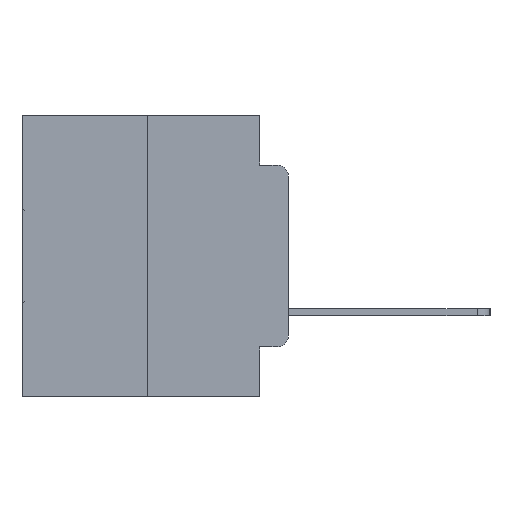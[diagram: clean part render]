
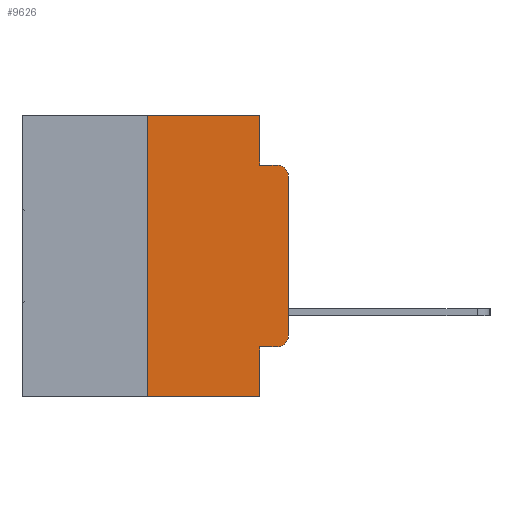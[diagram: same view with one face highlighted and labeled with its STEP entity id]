
A CAD part, left-side view. The second image highlights one B-rep face of the part: STEP entity #9626.
In plain terms, the highlighted planar face has unit normal (-1, 0, 0).
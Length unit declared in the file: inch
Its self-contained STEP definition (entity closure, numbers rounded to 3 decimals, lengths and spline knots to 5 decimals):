
#69 = VERTEX_POINT ( 'NONE', #22100 ) ;
#115 = PLANE ( 'NONE',  #16102 ) ;
#913 = CARTESIAN_POINT ( 'NONE',  ( 0., 0.051, -0.0885 ) ) ;
#1612 = ORIENTED_EDGE ( 'NONE', *, *, #9192, .F. ) ;
#2343 = VERTEX_POINT ( 'NONE', #28573 ) ;
#2349 = CARTESIAN_POINT ( 'NONE',  ( 0., 0.02, -0.3915 ) ) ;
#2527 = CARTESIAN_POINT ( 'NONE',  ( 0., 0.473, 0. ) ) ;
#2673 = DIRECTION ( 'NONE',  ( 0., -1., 0. ) ) ;
#2784 = CARTESIAN_POINT ( 'NONE',  ( 0., 0.051, 0. ) ) ;
#3183 = VERTEX_POINT ( 'NONE', #19251 ) ;
#3344 = VECTOR ( 'NONE', #21671, 39.37008 ) ;
#3686 = CARTESIAN_POINT ( 'NONE',  ( 0., 0.051, 0. ) ) ;
#3801 = CARTESIAN_POINT ( 'NONE',  ( 0., 0.473, 0. ) ) ;
#4274 = LINE ( 'NONE', #6337, #29035 ) ;
#4492 = DIRECTION ( 'NONE',  ( 0., 0., 1. ) ) ;
#4774 = DIRECTION ( 'NONE',  ( 0., 0., -1. ) ) ;
#4951 = DIRECTION ( 'NONE',  ( 1., 0., 0. ) ) ;
#6337 = CARTESIAN_POINT ( 'NONE',  ( 0., 0.25, 0. ) ) ;
#6387 = EDGE_CURVE ( 'NONE', #17750, #27457, #22599, .T. ) ;
#6850 = VECTOR ( 'NONE', #30190, 39.37008 ) ;
#7102 = LINE ( 'NONE', #3686, #19172 ) ;
#7397 = CARTESIAN_POINT ( 'NONE',  ( 0., 0.051, -0.0885 ) ) ;
#7676 = VERTEX_POINT ( 'NONE', #19199 ) ;
#7755 = EDGE_CURVE ( 'NONE', #23605, #69, #16291, .T. ) ;
#7848 = VERTEX_POINT ( 'NONE', #10182 ) ;
#7936 = EDGE_CURVE ( 'NONE', #7848, #69, #30661, .T. ) ;
#9192 = EDGE_CURVE ( 'NONE', #30156, #23605, #7102, .T. ) ;
#9349 = VECTOR ( 'NONE', #22845, 39.37008 ) ;
#9626 = ADVANCED_FACE ( 'NONE', ( #19901 ), #115, .F. ) ;
#9645 = VECTOR ( 'NONE', #4492, 39.37008 ) ;
#10182 = CARTESIAN_POINT ( 'NONE',  ( 0., 0., -0.1085 ) ) ;
#11036 = ORIENTED_EDGE ( 'NONE', *, *, #23265, .T. ) ;
#11263 = EDGE_CURVE ( 'NONE', #2343, #7676, #4274, .T. ) ;
#11386 = CARTESIAN_POINT ( 'NONE',  ( 0., 0.473, -0.5 ) ) ;
#11848 = LINE ( 'NONE', #11386, #23716 ) ;
#12635 = ORIENTED_EDGE ( 'NONE', *, *, #18434, .F. ) ;
#13045 = DIRECTION ( 'NONE',  ( -1., 0., 0. ) ) ;
#13096 = ORIENTED_EDGE ( 'NONE', *, *, #6387, .T. ) ;
#13574 = EDGE_CURVE ( 'NONE', #3183, #13604, #29859, .T. ) ;
#13604 = VERTEX_POINT ( 'NONE', #27641 ) ;
#14603 = CARTESIAN_POINT ( 'NONE',  ( 0., 0.02, -0.4115 ) ) ;
#15177 = VECTOR ( 'NONE', #2673, 39.37008 ) ;
#15840 = DIRECTION ( 'NONE',  ( 0., 0., -1. ) ) ;
#16102 = AXIS2_PLACEMENT_3D ( 'NONE', #2527, #4951, #21794 ) ;
#16111 = LINE ( 'NONE', #16539, #9645 ) ;
#16263 = DIRECTION ( 'NONE',  ( 0., -1., 0. ) ) ;
#16291 = LINE ( 'NONE', #7397, #3344 ) ;
#16539 = CARTESIAN_POINT ( 'NONE',  ( 0., 0., 0. ) ) ;
#16737 = EDGE_LOOP ( 'NONE', ( #11036, #20742, #24414, #1612, #12635, #20517, #19423, #28299, #26825, #13096 ) ) ;
#17750 = VERTEX_POINT ( 'NONE', #14603 ) ;
#18434 = EDGE_CURVE ( 'NONE', #7676, #30156, #20436, .T. ) ;
#19172 = VECTOR ( 'NONE', #15840, 39.37008 ) ;
#19199 = CARTESIAN_POINT ( 'NONE',  ( 0., 0.25, 0. ) ) ;
#19249 = DIRECTION ( 'NONE',  ( -1., 0., 0. ) ) ;
#19251 = CARTESIAN_POINT ( 'NONE',  ( 0., 0.051, -0.4115 ) ) ;
#19423 = ORIENTED_EDGE ( 'NONE', *, *, #23814, .T. ) ;
#19472 = CARTESIAN_POINT ( 'NONE',  ( 0., 0.051, -0.4115 ) ) ;
#19901 = FACE_OUTER_BOUND ( 'NONE', #16737, .T. ) ;
#20436 = LINE ( 'NONE', #3801, #6850 ) ;
#20517 = ORIENTED_EDGE ( 'NONE', *, *, #11263, .F. ) ;
#20519 = AXIS2_PLACEMENT_3D ( 'NONE', #2349, #19249, #4774 ) ;
#20742 = ORIENTED_EDGE ( 'NONE', *, *, #7936, .T. ) ;
#21425 = LINE ( 'NONE', #19472, #15177 ) ;
#21671 = DIRECTION ( 'NONE',  ( 0., -1., 0. ) ) ;
#21794 = DIRECTION ( 'NONE',  ( 0., 0., -1. ) ) ;
#21958 = CARTESIAN_POINT ( 'NONE',  ( 0., 0., -0.3915 ) ) ;
#22100 = CARTESIAN_POINT ( 'NONE',  ( 0., 0.02, -0.0885 ) ) ;
#22599 = CIRCLE ( 'NONE', #20519, 0.02 ) ;
#22845 = DIRECTION ( 'NONE',  ( 0., 0., -1. ) ) ;
#23265 = EDGE_CURVE ( 'NONE', #27457, #7848, #16111, .T. ) ;
#23605 = VERTEX_POINT ( 'NONE', #913 ) ;
#23716 = VECTOR ( 'NONE', #16263, 39.37008 ) ;
#23814 = EDGE_CURVE ( 'NONE', #2343, #13604, #11848, .T. ) ;
#24414 = ORIENTED_EDGE ( 'NONE', *, *, #7755, .F. ) ;
#25199 = EDGE_CURVE ( 'NONE', #3183, #17750, #21425, .T. ) ;
#26825 = ORIENTED_EDGE ( 'NONE', *, *, #25199, .T. ) ;
#27273 = CARTESIAN_POINT ( 'NONE',  ( 0., 0.02, -0.1085 ) ) ;
#27457 = VERTEX_POINT ( 'NONE', #21958 ) ;
#27641 = CARTESIAN_POINT ( 'NONE',  ( 0., 0.051, -0.5 ) ) ;
#27913 = DIRECTION ( 'NONE',  ( 0., 0., 1. ) ) ;
#28299 = ORIENTED_EDGE ( 'NONE', *, *, #13574, .F. ) ;
#28573 = CARTESIAN_POINT ( 'NONE',  ( 0., 0.25, -0.5 ) ) ;
#28665 = AXIS2_PLACEMENT_3D ( 'NONE', #27273, #13045, #29618 ) ;
#29035 = VECTOR ( 'NONE', #27913, 39.37008 ) ;
#29618 = DIRECTION ( 'NONE',  ( 0., 0., -1. ) ) ;
#29859 = LINE ( 'NONE', #29908, #9349 ) ;
#29908 = CARTESIAN_POINT ( 'NONE',  ( 0., 0.051, 0. ) ) ;
#30156 = VERTEX_POINT ( 'NONE', #2784 ) ;
#30190 = DIRECTION ( 'NONE',  ( 0., -1., 0. ) ) ;
#30661 = CIRCLE ( 'NONE', #28665, 0.02 ) ;
